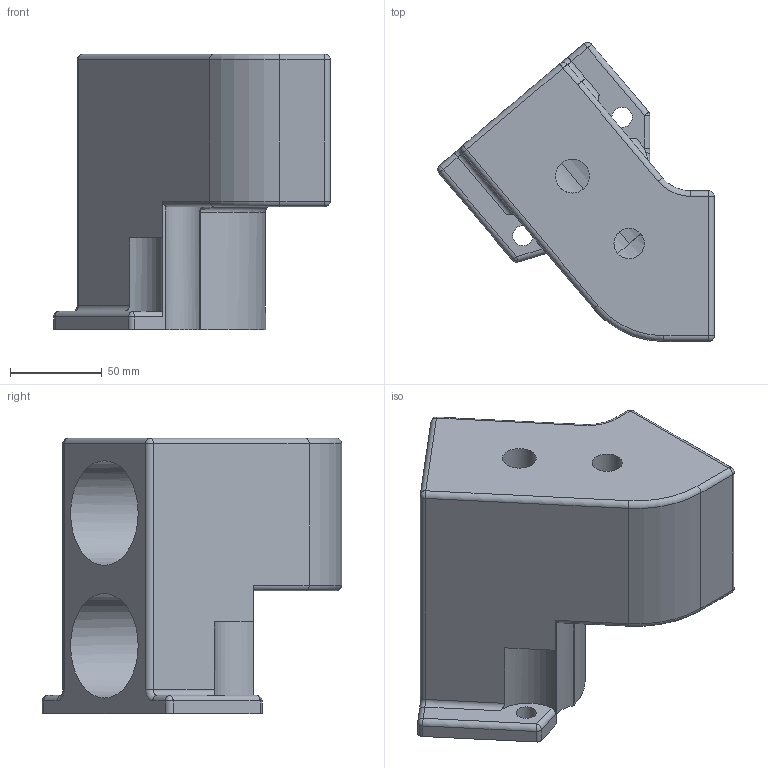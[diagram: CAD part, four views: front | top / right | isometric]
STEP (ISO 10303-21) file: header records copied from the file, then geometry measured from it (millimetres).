
FILE_DESCRIPTION(/* description */ (''),/* implementation_level */ '2;1');
FILE_NAME(/* name */ 'Drivation bouilleur Baudouin V30 v3.step',/* time_stamp */ '2024-04-16T10:37:21+02:00',/* author */ (''),/* organization */ (''),/* preprocessor_version */ 'ST-DEVELOPER v20',/* originating_system */ 'Autodesk Translation Framework v12.20.1.177',/* authorisation */ '');
FILE_SCHEMA (('AUTOMOTIVE_DESIGN { 1 0 10303 214 3 1 1 }'));
Length unit declared in the file: millimetre
Products named in the file (1): Dérivation bouilleur Baudouin V30
Bounding box: 150.57 x 162.98 x 150 mm (x, y, z)
Volume: 759725 mm3; surface area: 120030.4 mm2
Topology: 1 solids, 1 shells, 101 faces, 244 edges, 146 vertices
Faces by surface type: cylinder 50, plane 24, torus 11, sphere 10, cone 3, bspline 3
Full cylindrical faces by diameter (mm): 11 x2, 16.526 x1, 18.526 x1, 50 x1, 56.976 x2, 62.5 x2, 71.5 x1
Entity records: 3346 total; most frequent: CARTESIAN_POINT 930, DIRECTION 523, ORIENTED_EDGE 486, EDGE_CURVE 243, AXIS2_PLACEMENT_3D 213, VERTEX_POINT 146, EDGE_LOOP 115, CIRCLE 108
